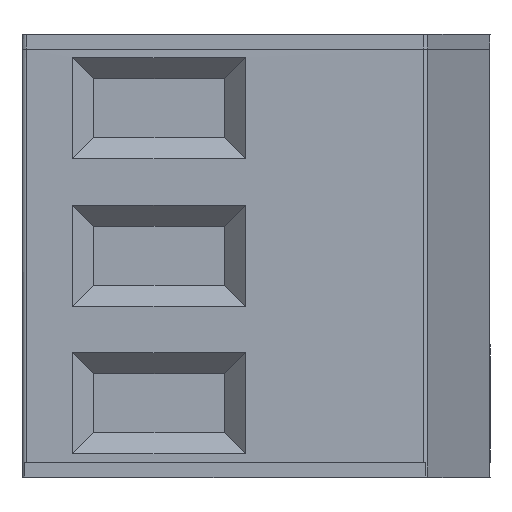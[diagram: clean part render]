
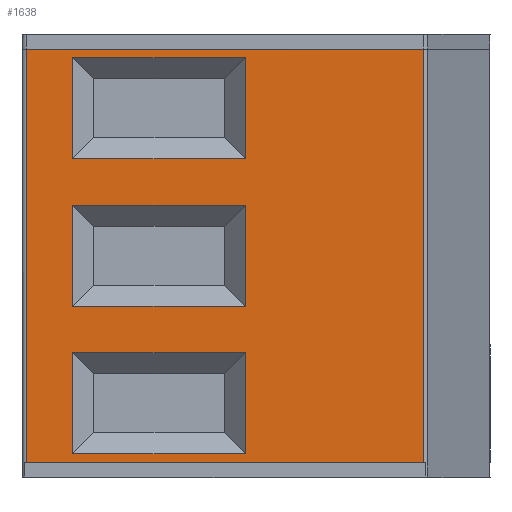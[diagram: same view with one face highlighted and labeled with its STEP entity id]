
A CAD part, top view. The second image highlights one B-rep face of the part: STEP entity #1638.
In plain terms, the highlighted planar face has unit normal (0, 0, 1).
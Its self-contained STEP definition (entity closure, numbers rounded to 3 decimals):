
#20 = VERTEX_POINT ( 'NONE', #7216 ) ;
#33 = VECTOR ( 'NONE', #7215, 1000. ) ;
#39 = ORIENTED_EDGE ( 'NONE', *, *, #5613, .F. ) ;
#69 = VERTEX_POINT ( 'NONE', #2371 ) ;
#79 = CARTESIAN_POINT ( 'NONE',  ( -38.1, -72.764, -3.78 ) ) ;
#92 = CARTESIAN_POINT ( 'NONE',  ( -32.3, -75.364, -3.78 ) ) ;
#132 = VERTEX_POINT ( 'NONE', #5376 ) ;
#228 = LINE ( 'NONE', #394, #5112 ) ;
#238 = LINE ( 'NONE', #6578, #33 ) ;
#242 = CARTESIAN_POINT ( 'NONE',  ( -42.2, -72.764, -3.78 ) ) ;
#280 = DIRECTION ( 'NONE',  ( -1., 0., 0. ) ) ;
#333 = FACE_BOUND ( 'NONE', #6275, .T. ) ;
#394 = CARTESIAN_POINT ( 'NONE',  ( -42.2, -69.264, -3.78 ) ) ;
#562 = CARTESIAN_POINT ( 'NONE',  ( -33.87, -75.364, -3.78 ) ) ;
#631 = VECTOR ( 'NONE', #5252, 1000. ) ;
#735 = ORIENTED_EDGE ( 'NONE', *, *, #6834, .F. ) ;
#791 = CARTESIAN_POINT ( 'NONE',  ( -42.2, -68.164, -3.78 ) ) ;
#842 = CARTESIAN_POINT ( 'NONE',  ( -38.1, -75.164, -3.78 ) ) ;
#869 = VECTOR ( 'NONE', #4541, 1000. ) ;
#890 = CARTESIAN_POINT ( 'NONE',  ( -42.2, -72.764, -3.78 ) ) ;
#920 = CARTESIAN_POINT ( 'NONE',  ( -38.1, -71.664, -3.78 ) ) ;
#985 = ORIENTED_EDGE ( 'NONE', *, *, #1137, .F. ) ;
#1059 = VECTOR ( 'NONE', #6612, 1000. ) ;
#1077 = VECTOR ( 'NONE', #7176, 1000. ) ;
#1123 = DIRECTION ( 'NONE',  ( 0., -1., 0. ) ) ;
#1137 = EDGE_CURVE ( 'NONE', #6233, #3279, #5590, .T. ) ;
#1190 = ORIENTED_EDGE ( 'NONE', *, *, #7425, .F. ) ;
#1228 = CARTESIAN_POINT ( 'NONE',  ( -38.1, -68.164, -3.78 ) ) ;
#1308 = EDGE_LOOP ( 'NONE', ( #39, #2652, #735, #3697 ) ) ;
#1313 = CARTESIAN_POINT ( 'NONE',  ( -38.1, -68.164, -3.78 ) ) ;
#1314 = PLANE ( 'NONE',  #8245 ) ;
#1376 = VECTOR ( 'NONE', #1123, 1000. ) ;
#1443 = EDGE_CURVE ( 'NONE', #6749, #6798, #4977, .T. ) ;
#1450 = VERTEX_POINT ( 'NONE', #4385 ) ;
#1515 = ORIENTED_EDGE ( 'NONE', *, *, #4475, .T. ) ;
#1571 = DIRECTION ( 'NONE',  ( 0., 1., 0. ) ) ;
#1583 = VECTOR ( 'NONE', #8213, 1000. ) ;
#1638 = ADVANCED_FACE ( 'NONE', ( #5422, #333, #3713, #6909 ), #1314, .F. ) ;
#1688 = EDGE_CURVE ( 'NONE', #3279, #20, #4222, .T. ) ;
#1807 = VECTOR ( 'NONE', #4527, 1000. ) ;
#1959 = DIRECTION ( 'NONE',  ( 0., 0., -1. ) ) ;
#1967 = EDGE_CURVE ( 'NONE', #6346, #5427, #5272, .T. ) ;
#2079 = DIRECTION ( 'NONE',  ( 1., 0., 0. ) ) ;
#2107 = CARTESIAN_POINT ( 'NONE',  ( -38.1, -75.164, -3.78 ) ) ;
#2371 = CARTESIAN_POINT ( 'NONE',  ( -42.2, -65.764, -3.78 ) ) ;
#2471 = EDGE_CURVE ( 'NONE', #5733, #4367, #4055, .T. ) ;
#2652 = ORIENTED_EDGE ( 'NONE', *, *, #1443, .F. ) ;
#2678 = CARTESIAN_POINT ( 'NONE',  ( -43.3, -65.564, -3.783 ) ) ;
#2694 = EDGE_CURVE ( 'NONE', #132, #5733, #3060, .T. ) ;
#2826 = ORIENTED_EDGE ( 'NONE', *, *, #2694, .T. ) ;
#3060 = LINE ( 'NONE', #4909, #1376 ) ;
#3113 = EDGE_LOOP ( 'NONE', ( #5495, #6822, #1190, #5212 ) ) ;
#3221 = VERTEX_POINT ( 'NONE', #7262 ) ;
#3249 = EDGE_CURVE ( 'NONE', #5427, #69, #5117, .T. ) ;
#3279 = VERTEX_POINT ( 'NONE', #4086 ) ;
#3292 = B_SPLINE_CURVE_WITH_KNOTS ( 'NONE', 3,
 ( #7738, #5859, #6487, #2678 ),
 .UNSPECIFIED., .F., .F.,
 ( 4, 4 ),
 ( 0.141, 0.991 ),
 .UNSPECIFIED. ) ;
#3402 = VECTOR ( 'NONE', #280, 1000. ) ;
#3558 = CARTESIAN_POINT ( 'NONE',  ( -43.3, -75.364, -3.78 ) ) ;
#3689 = EDGE_CURVE ( 'NONE', #20, #7608, #228, .T. ) ;
#3697 = ORIENTED_EDGE ( 'NONE', *, *, #4382, .F. ) ;
#3713 = FACE_BOUND ( 'NONE', #3113, .T. ) ;
#3818 = VECTOR ( 'NONE', #2079, 1000. ) ;
#3844 = CARTESIAN_POINT ( 'NONE',  ( 0., 0., -3.78 ) ) ;
#3924 = VERTEX_POINT ( 'NONE', #4004 ) ;
#4004 = CARTESIAN_POINT ( 'NONE',  ( -33.87, -65.564, -3.783 ) ) ;
#4027 = VERTEX_POINT ( 'NONE', #890 ) ;
#4055 = LINE ( 'NONE', #92, #869 ) ;
#4086 = CARTESIAN_POINT ( 'NONE',  ( -38.1, -69.264, -3.78 ) ) ;
#4095 = CARTESIAN_POINT ( 'NONE',  ( -33.87, -65.564, -3.78 ) ) ;
#4216 = ORIENTED_EDGE ( 'NONE', *, *, #1688, .F. ) ;
#4222 = LINE ( 'NONE', #6434, #5919 ) ;
#4367 = VERTEX_POINT ( 'NONE', #562 ) ;
#4382 = EDGE_CURVE ( 'NONE', #1450, #4027, #5193, .T. ) ;
#4385 = CARTESIAN_POINT ( 'NONE',  ( -38.1, -72.764, -3.78 ) ) ;
#4457 = LINE ( 'NONE', #842, #1077 ) ;
#4475 = EDGE_CURVE ( 'NONE', #4367, #3924, #7583, .T. ) ;
#4527 = DIRECTION ( 'NONE',  ( -1., 0., 0. ) ) ;
#4541 = DIRECTION ( 'NONE',  ( 1., 0., 0. ) ) ;
#4909 = CARTESIAN_POINT ( 'NONE',  ( -43.3, 0., -3.78 ) ) ;
#4977 = LINE ( 'NONE', #7569, #1583 ) ;
#5009 = CARTESIAN_POINT ( 'NONE',  ( -42.2, -71.664, -3.78 ) ) ;
#5058 = DIRECTION ( 'NONE',  ( 0., 1., 0. ) ) ;
#5080 = VECTOR ( 'NONE', #5058, 1000. ) ;
#5112 = VECTOR ( 'NONE', #8081, 1000. ) ;
#5117 = LINE ( 'NONE', #7287, #3402 ) ;
#5193 = LINE ( 'NONE', #79, #1807 ) ;
#5212 = ORIENTED_EDGE ( 'NONE', *, *, #3249, .F. ) ;
#5252 = DIRECTION ( 'NONE',  ( 1., 0., 0. ) ) ;
#5272 = LINE ( 'NONE', #1228, #5080 ) ;
#5376 = CARTESIAN_POINT ( 'NONE',  ( -43.3, -65.564, -3.783 ) ) ;
#5387 = DIRECTION ( 'NONE',  ( 0., 1., 0. ) ) ;
#5422 = FACE_BOUND ( 'NONE', #1308, .T. ) ;
#5427 = VERTEX_POINT ( 'NONE', #7639 ) ;
#5456 = ORIENTED_EDGE ( 'NONE', *, *, #2471, .T. ) ;
#5495 = ORIENTED_EDGE ( 'NONE', *, *, #1967, .F. ) ;
#5534 = LINE ( 'NONE', #6526, #631 ) ;
#5590 = LINE ( 'NONE', #920, #7056 ) ;
#5613 = EDGE_CURVE ( 'NONE', #6798, #1450, #4457, .T. ) ;
#5733 = VERTEX_POINT ( 'NONE', #3558 ) ;
#5804 = ORIENTED_EDGE ( 'NONE', *, *, #6430, .T. ) ;
#5859 = CARTESIAN_POINT ( 'NONE',  ( -37.013, -65.564, -3.78 ) ) ;
#5889 = VECTOR ( 'NONE', #5387, 1000. ) ;
#5919 = VECTOR ( 'NONE', #7067, 1000. ) ;
#5927 = LINE ( 'NONE', #791, #3818 ) ;
#6173 = CARTESIAN_POINT ( 'NONE',  ( -42.2, -75.164, -3.78 ) ) ;
#6232 = CARTESIAN_POINT ( 'NONE',  ( -38.1, -71.664, -3.78 ) ) ;
#6233 = VERTEX_POINT ( 'NONE', #6232 ) ;
#6275 = EDGE_LOOP ( 'NONE', ( #985, #6794, #6773, #4216 ) ) ;
#6346 = VERTEX_POINT ( 'NONE', #1313 ) ;
#6413 = DIRECTION ( 'NONE',  ( -1., 0., 0. ) ) ;
#6430 = EDGE_CURVE ( 'NONE', #3924, #132, #3292, .T. ) ;
#6434 = CARTESIAN_POINT ( 'NONE',  ( -38.1, -69.264, -3.78 ) ) ;
#6487 = CARTESIAN_POINT ( 'NONE',  ( -40.157, -65.564, -3.78 ) ) ;
#6526 = CARTESIAN_POINT ( 'NONE',  ( -42.2, -71.664, -3.78 ) ) ;
#6578 = CARTESIAN_POINT ( 'NONE',  ( -42.2, -65.764, -3.78 ) ) ;
#6612 = DIRECTION ( 'NONE',  ( 0., -1., 0. ) ) ;
#6749 = VERTEX_POINT ( 'NONE', #6173 ) ;
#6773 = ORIENTED_EDGE ( 'NONE', *, *, #3689, .F. ) ;
#6794 = ORIENTED_EDGE ( 'NONE', *, *, #7373, .F. ) ;
#6798 = VERTEX_POINT ( 'NONE', #2107 ) ;
#6822 = ORIENTED_EDGE ( 'NONE', *, *, #7363, .F. ) ;
#6834 = EDGE_CURVE ( 'NONE', #4027, #6749, #7818, .T. ) ;
#6909 = FACE_OUTER_BOUND ( 'NONE', #8113, .T. ) ;
#7056 = VECTOR ( 'NONE', #1571, 1000. ) ;
#7067 = DIRECTION ( 'NONE',  ( -1., 0., 0. ) ) ;
#7176 = DIRECTION ( 'NONE',  ( 0., 1., 0. ) ) ;
#7215 = DIRECTION ( 'NONE',  ( 0., -1., 0. ) ) ;
#7216 = CARTESIAN_POINT ( 'NONE',  ( -42.2, -69.264, -3.78 ) ) ;
#7262 = CARTESIAN_POINT ( 'NONE',  ( -42.2, -68.164, -3.78 ) ) ;
#7287 = CARTESIAN_POINT ( 'NONE',  ( -38.1, -65.764, -3.78 ) ) ;
#7363 = EDGE_CURVE ( 'NONE', #3221, #6346, #5927, .T. ) ;
#7373 = EDGE_CURVE ( 'NONE', #7608, #6233, #5534, .T. ) ;
#7425 = EDGE_CURVE ( 'NONE', #69, #3221, #238, .T. ) ;
#7569 = CARTESIAN_POINT ( 'NONE',  ( -42.2, -75.164, -3.78 ) ) ;
#7583 = LINE ( 'NONE', #4095, #5889 ) ;
#7608 = VERTEX_POINT ( 'NONE', #5009 ) ;
#7639 = CARTESIAN_POINT ( 'NONE',  ( -38.1, -65.764, -3.78 ) ) ;
#7738 = CARTESIAN_POINT ( 'NONE',  ( -33.87, -65.564, -3.783 ) ) ;
#7818 = LINE ( 'NONE', #242, #1059 ) ;
#8081 = DIRECTION ( 'NONE',  ( 0., -1., 0. ) ) ;
#8113 = EDGE_LOOP ( 'NONE', ( #5804, #2826, #5456, #1515 ) ) ;
#8213 = DIRECTION ( 'NONE',  ( 1., 0., 0. ) ) ;
#8245 = AXIS2_PLACEMENT_3D ( 'NONE', #3844, #1959, #6413 ) ;
